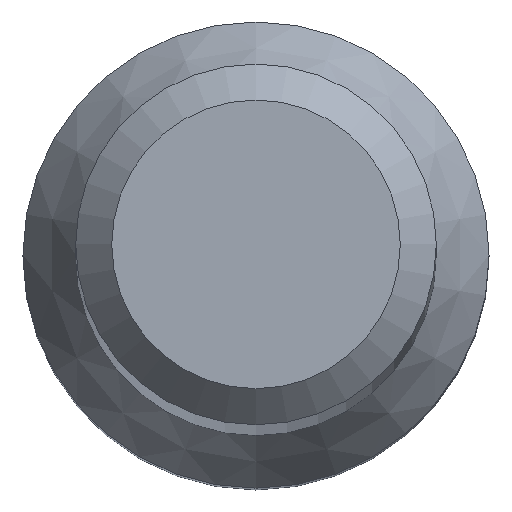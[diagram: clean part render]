
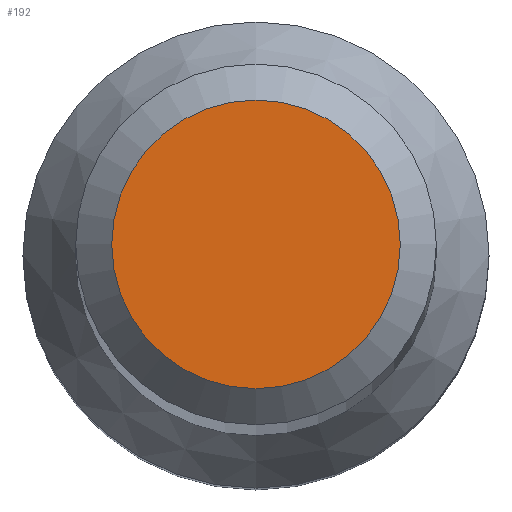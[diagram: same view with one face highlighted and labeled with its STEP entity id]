
A CAD part, top view. The second image highlights one B-rep face of the part: STEP entity #192.
In plain terms, the highlighted planar face has unit normal (0, 0, 1).
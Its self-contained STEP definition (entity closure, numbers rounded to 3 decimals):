
#49 = DIRECTION ( 'NONE',  ( 0., 0., -1. ) ) ;
#50 = EDGE_CURVE ( 'NONE', #147, #147, #225, .T. ) ;
#88 = DIRECTION ( 'NONE',  ( 0., 1., 0. ) ) ;
#106 = FACE_OUTER_BOUND ( 'NONE', #124, .T. ) ;
#124 = EDGE_LOOP ( 'NONE', ( #217 ) ) ;
#135 = CARTESIAN_POINT ( 'NONE',  ( 0., 1.6, 80. ) ) ;
#145 = AXIS2_PLACEMENT_3D ( 'NONE', #162, #223, #88 ) ;
#147 = VERTEX_POINT ( 'NONE', #135 ) ;
#162 = CARTESIAN_POINT ( 'NONE',  ( 0., 0., 80. ) ) ;
#182 = PLANE ( 'NONE',  #145 ) ;
#185 = AXIS2_PLACEMENT_3D ( 'NONE', #203, #49, #232 ) ;
#192 = ADVANCED_FACE ( 'NONE', ( #106 ), #182, .F. ) ;
#203 = CARTESIAN_POINT ( 'NONE',  ( 0., 0., 80. ) ) ;
#217 = ORIENTED_EDGE ( 'NONE', *, *, #50, .F. ) ;
#223 = DIRECTION ( 'NONE',  ( 0., 0., -1. ) ) ;
#225 = CIRCLE ( 'NONE', #185, 1.6 ) ;
#232 = DIRECTION ( 'NONE',  ( 0., 1., 0. ) ) ;
